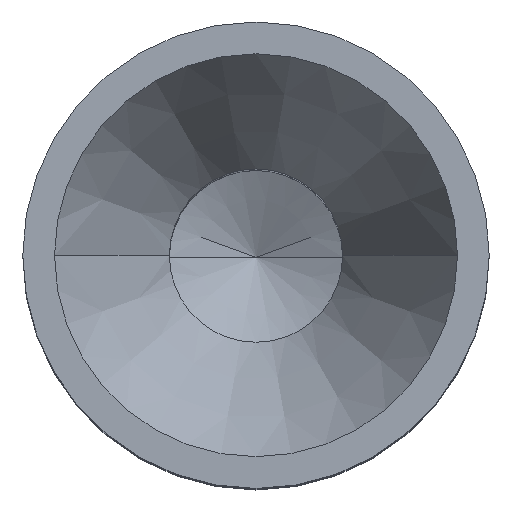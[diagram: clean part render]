
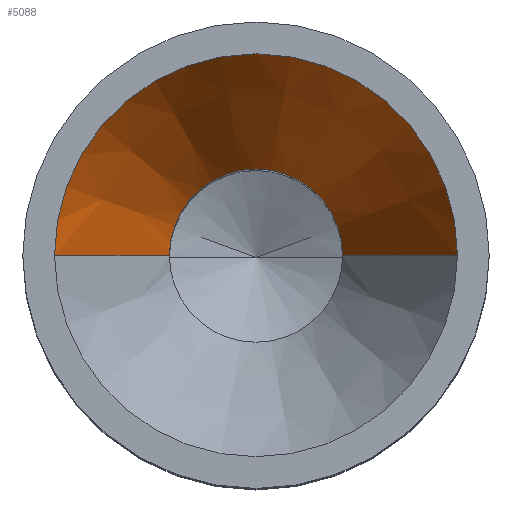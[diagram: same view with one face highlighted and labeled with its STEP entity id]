
A CAD part, top view. The second image highlights one B-rep face of the part: STEP entity #5088.
In plain terms, the highlighted conical face has half-angle 30.191 degrees and reference radius 1.081 mm.
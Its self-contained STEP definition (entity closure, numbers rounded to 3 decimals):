
#1612=CARTESIAN_POINT('',(0.,0.,10.037));
#1613=DIRECTION('',(0.,0.,1.));
#1614=DIRECTION('',(1.,0.,0.));
#1615=AXIS2_PLACEMENT_3D('',#1612,#1613,#1614);
#1617=DIRECTION('',(0.503,0.,-0.864));
#1618=VECTOR('',#1617,1.713);
#1619=CARTESIAN_POINT('',(-1.512,0.,11.518));
#1620=LINE('',#1619,#1618);
#1621=CARTESIAN_POINT('',(0.,0.,11.518));
#1622=DIRECTION('',(0.,0.,-1.));
#1623=DIRECTION('',(-1.,0.,0.));
#1624=AXIS2_PLACEMENT_3D('',#1621,#1622,#1623);
#1626=DIRECTION('',(-0.503,0.,-0.864));
#1627=VECTOR('',#1626,1.713);
#1628=CARTESIAN_POINT('',(1.512,0.,11.518));
#1629=LINE('',#1628,#1627);
#1915=CARTESIAN_POINT('',(-1.512,0.,11.518));
#1916=CARTESIAN_POINT('',(1.512,0.,11.518));
#1917=VERTEX_POINT('',#1915);
#1918=VERTEX_POINT('',#1916);
#2026=CARTESIAN_POINT('',(-0.65,0.,10.037));
#2027=CARTESIAN_POINT('',(0.65,0.,10.037));
#2028=VERTEX_POINT('',#2026);
#2029=VERTEX_POINT('',#2027);
#5074=CARTESIAN_POINT('',(0.,0.,10.778));
#5075=DIRECTION('',(0.,0.,1.));
#5076=DIRECTION('',(-1.,0.,0.));
#5077=AXIS2_PLACEMENT_3D('',#5074,#5075,#5076);
#5078=CONICAL_SURFACE('',#5077,1.081,30.191);
#5080=ORIENTED_EDGE('',*,*,#5079,.T.);
#5082=ORIENTED_EDGE('',*,*,#5081,.F.);
#5083=ORIENTED_EDGE('',*,*,#5067,.T.);
#5085=ORIENTED_EDGE('',*,*,#5084,.T.);
#5086=EDGE_LOOP('',(#5080,#5082,#5083,#5085));
#5087=FACE_OUTER_BOUND('',#5086,.F.);
#5088=ADVANCED_FACE('',(#5087),#5078,.F.);
#1616=CIRCLE('',#1615,0.65);
#1625=CIRCLE('',#1624,1.512);
#5067=EDGE_CURVE('',#1917,#1918,#1625,.T.);
#5079=EDGE_CURVE('',#2029,#2028,#1616,.T.);
#5081=EDGE_CURVE('',#1917,#2028,#1620,.T.);
#5084=EDGE_CURVE('',#1918,#2029,#1629,.T.);
